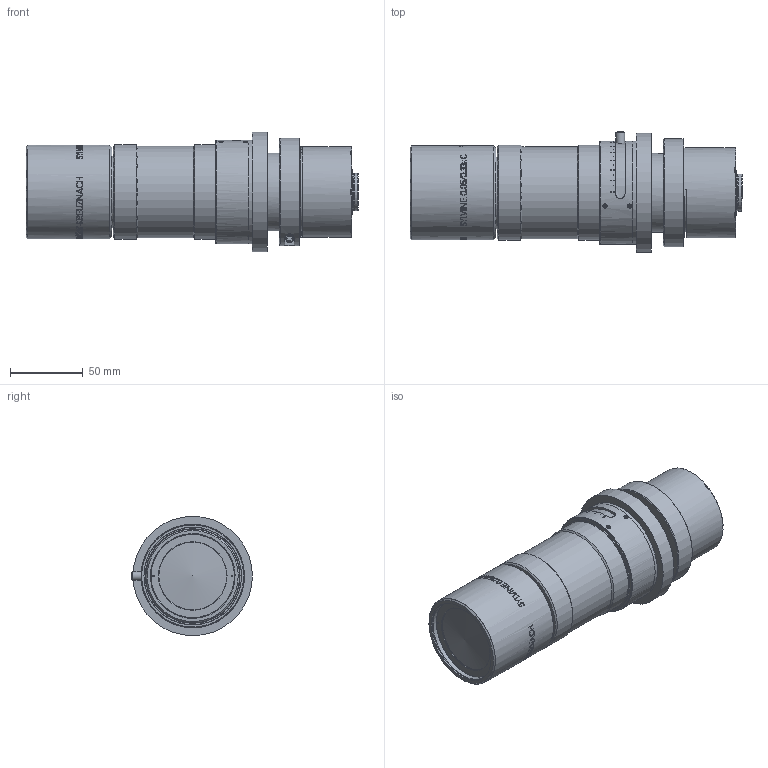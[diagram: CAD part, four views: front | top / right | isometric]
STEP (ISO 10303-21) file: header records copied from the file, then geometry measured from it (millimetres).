
FILE_DESCRIPTION(/* description */ (''),/* implementation_level */ '2;1');
FILE_NAME(/* name */ '35852_00166577_001.stp',/* time_stamp */ '2021-12-06T10:26:07+01:00',/* author */ (''),/* organization */ (''),/* preprocessor_version */ 'ST-DEVELOPER v16',/* originating_system */ 'SIEMENS PLM Software NX 10.0',/* authorisation */ '');
FILE_SCHEMA (('AP203_CONFIGURATION_CONTROLLED_3D_DESIGN_OF_MECHANICAL_PARTS_AND_ASSEMBLIES_MIM_LF { 1 0 10303 403 2 1 2}'));
Length unit declared in the file: millimetre
Products named in the file (1): Froe23886850oljm
Bounding box: 227.96 x 83 x 82 mm (x, y, z)
Volume: 696215.3 mm3; surface area: 92014.4 mm2
Topology: 1 solids, 14 shells, 549 faces, 1678 edges, 1304 vertices
Faces by surface type: plane 253, cylinder 227, cone 59, torus 7, sphere 2, bspline 1
Full cylindrical faces by diameter (mm): 1 x2, 1.5 x7, 1.7 x4, 1.9 x4, 2 x6, 2.05 x7, 2.3 x6, 2.4 x1, 2.5 x5, 3 x1, 3.3 x1, 5.5 x1, 6 x1, 21 x1, 23.5 x1, 23.528 x1, 25 x1, 25.62 x1, 26.2 x1, 27 x1, 27.3 x1, 27.58 x1, 28.2 x1, 31 x1, 33 x1, 41.5 x1, 44.2 x1, 45 x1, 45.3 x1, 45.46 x1
Entity records: 21842 total; most frequent: CARTESIAN_POINT 8162, ORIENTED_EDGE 2930, DIRECTION 2179, EDGE_CURVE 1472, VERTEX_POINT 1257, EDGE_LOOP 877, AXIS2_PLACEMENT_3D 806, B_SPLINE_CURVE_WITH_KNOTS 648
